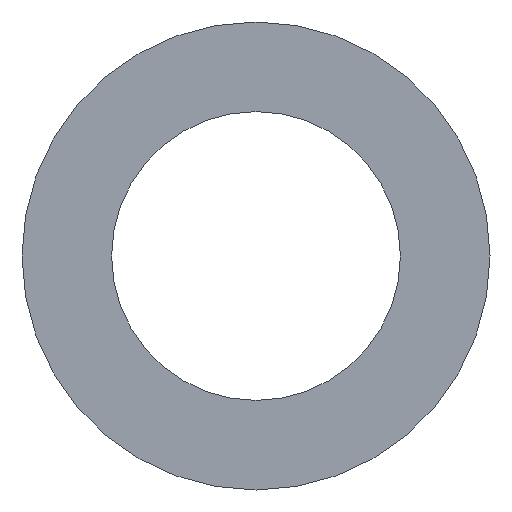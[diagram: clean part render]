
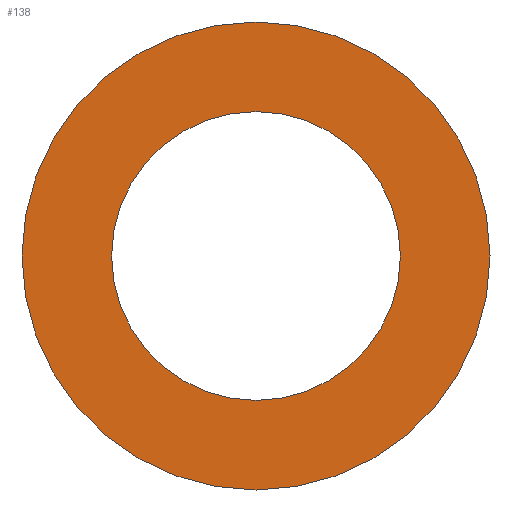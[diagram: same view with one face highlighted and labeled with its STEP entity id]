
A CAD part, left-side view. The second image highlights one B-rep face of the part: STEP entity #138.
In plain terms, the highlighted planar face has unit normal (-1, 0, 0).
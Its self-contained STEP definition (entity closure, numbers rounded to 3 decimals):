
#80 = VERTEX_POINT( '', #194 );
#84 = VERTEX_POINT( '', #198 );
#106 = VERTEX_POINT( '', #221 );
#120 = EDGE_CURVE( '', #134, #84, #238, .T. );
#128 = EDGE_CURVE( '', #84, #134, #246, .T. );
#134 = VERTEX_POINT( '', #252 );
#138 = ADVANCED_FACE( '', ( #257, #258 ), #259, .T. );
#154 = EDGE_CURVE( '', #80, #106, #277, .T. );
#162 = EDGE_CURVE( '', #106, #80, #286, .T. );
#194 = CARTESIAN_POINT( '', ( -92., 106., 0. ) );
#198 = CARTESIAN_POINT( '', ( -92., 65.4, 0. ) );
#221 = CARTESIAN_POINT( '', ( -92., -106., 0. ) );
#238 = CIRCLE( '', #370, 65.4 );
#246 = CIRCLE( '', #383, 65.4 );
#252 = CARTESIAN_POINT( '', ( -92., -65.4, 0. ) );
#257 = FACE_BOUND( '', #397, .T. );
#258 = FACE_OUTER_BOUND( '', #398, .T. );
#259 = PLANE( '', #399 );
#277 = CIRCLE( '', #420, 106. );
#286 = CIRCLE( '', #430, 106. );
#370 = AXIS2_PLACEMENT_3D( '', #503, #504, #505 );
#383 = AXIS2_PLACEMENT_3D( '', #508, #509, #510 );
#397 = EDGE_LOOP( '', ( #524, #525 ) );
#398 = EDGE_LOOP( '', ( #526, #527 ) );
#399 = AXIS2_PLACEMENT_3D( '', #528, #529, #530 );
#420 = AXIS2_PLACEMENT_3D( '', #553, #554, #555 );
#430 = AXIS2_PLACEMENT_3D( '', #564, #565, #566 );
#503 = CARTESIAN_POINT( '', ( -92., 0., 0. ) );
#504 = DIRECTION( '', ( -1., 0., 0. ) );
#505 = DIRECTION( '', ( 0., 1., 0. ) );
#508 = CARTESIAN_POINT( '', ( -92., 0., 0. ) );
#509 = DIRECTION( '', ( -1., 0., 0. ) );
#510 = DIRECTION( '', ( 0., 1., 0. ) );
#524 = ORIENTED_EDGE( '', *, *, #128, .F. );
#525 = ORIENTED_EDGE( '', *, *, #120, .F. );
#526 = ORIENTED_EDGE( '', *, *, #154, .T. );
#527 = ORIENTED_EDGE( '', *, *, #162, .T. );
#528 = CARTESIAN_POINT( '', ( -92., 85.7, 0. ) );
#529 = DIRECTION( '', ( -1., 0., 0. ) );
#530 = DIRECTION( '', ( 0., 1., 0. ) );
#553 = CARTESIAN_POINT( '', ( -92., 0., 0. ) );
#554 = DIRECTION( '', ( -1., 0., 0. ) );
#555 = DIRECTION( '', ( 0., 1., 0. ) );
#564 = CARTESIAN_POINT( '', ( -92., 0., 0. ) );
#565 = DIRECTION( '', ( -1., 0., 0. ) );
#566 = DIRECTION( '', ( 0., 1., 0. ) );
